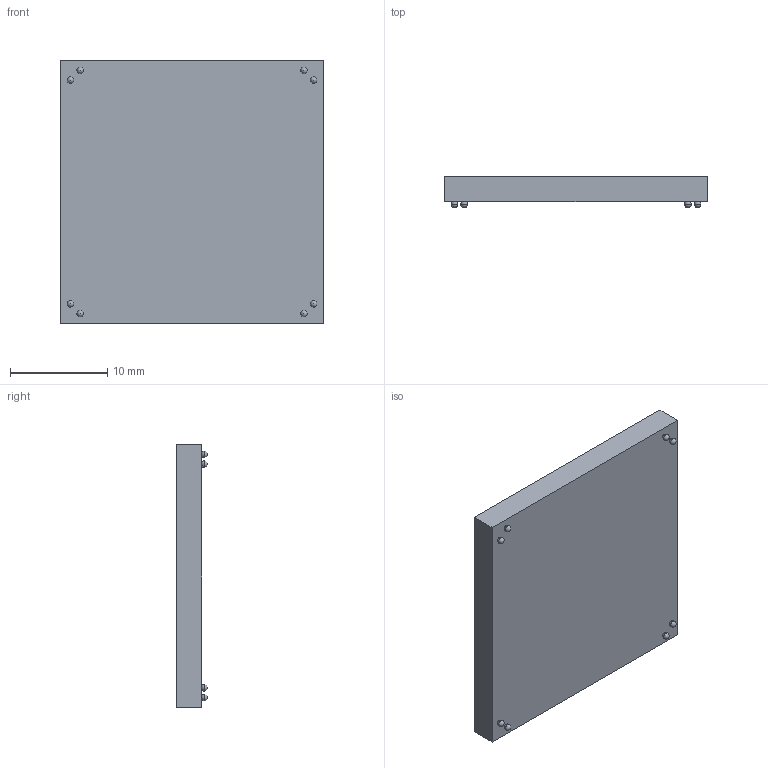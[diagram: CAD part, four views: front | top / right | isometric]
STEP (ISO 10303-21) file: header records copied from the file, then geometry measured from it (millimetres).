
FILE_DESCRIPTION (( 'STEP AP214' ), '1' );
FILE_NAME ('User Library-BGA 1mm Flip Chip.STEP', '2014-07-16T20:17:25', ( 'Windows User' ), ( '' ), 'SwSTEP 2.0', 'SolidWorks 2014', '' );
FILE_SCHEMA (( 'AUTOMOTIVE_DESIGN' ));
Length unit declared in the file: millimetre
Products named in the file (1): User Library-BGA 1mm Flip Chip
Bounding box: 27 x 3.21 x 27 mm (x, y, z)
Volume: 1896.5 mm3; surface area: 1748.3 mm2
Topology: 1 solids, 1 shells, 41 faces, 114 edges, 76 vertices
Faces by surface type: cylinder 18, sphere 16, plane 7
Entity records: 1535 total; most frequent: DIRECTION 218, CARTESIAN_POINT 184, ORIENTED_EDGE 164, AXIS2_PLACEMENT_3D 94, EDGE_CURVE 82, VERTEX_POINT 60, EDGE_LOOP 58, CIRCLE 52
